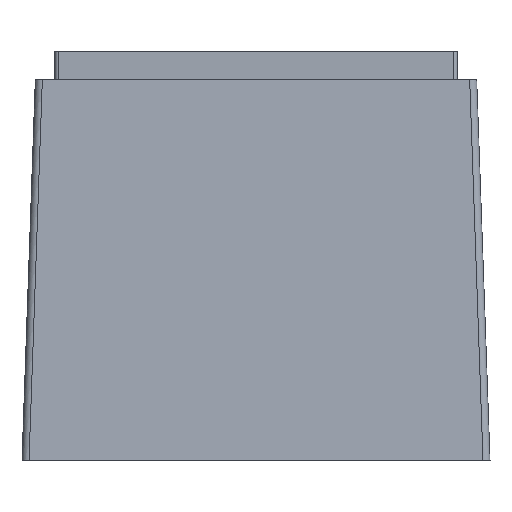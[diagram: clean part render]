
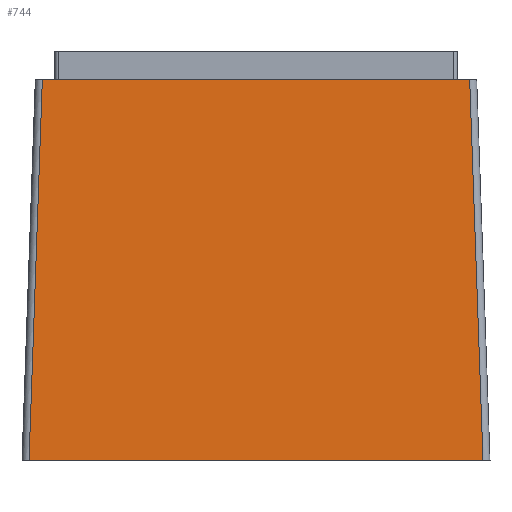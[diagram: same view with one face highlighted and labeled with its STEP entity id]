
A CAD part, front view. The second image highlights one B-rep face of the part: STEP entity #744.
In plain terms, the highlighted planar face has unit normal (0, -0.999, 0.035).
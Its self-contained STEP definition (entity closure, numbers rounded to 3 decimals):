
#736=AXIS2_PLACEMENT_3D('Plane Axis2P3D',#733,#734,#735) ;
#419=CARTESIAN_POINT('Vertex',(0.869,0.569,16.3)) ;
#422=CARTESIAN_POINT('Line Origine',(10.,0.569,16.3)) ;
#426=CARTESIAN_POINT('Vertex',(19.131,0.569,16.3)) ;
#538=CARTESIAN_POINT('Vertex',(0.3,0.,0.)) ;
#541=CARTESIAN_POINT('Line Origine',(-0.496,-0.796,-22.803)) ;
#558=CARTESIAN_POINT('Line Origine',(20.496,-0.796,-22.803)) ;
#562=CARTESIAN_POINT('Vertex',(19.7,0.,0.)) ;
#694=CARTESIAN_POINT('Line Origine',(10.,0.,0.)) ;
#733=CARTESIAN_POINT('Axis2P3D Location',(0.,0.,0.)) ;
#423=DIRECTION('Vector Direction',(-1.,0.,0.)) ;
#542=DIRECTION('Vector Direction',(0.035,0.035,0.999)) ;
#559=DIRECTION('Vector Direction',(-0.035,0.035,0.999)) ;
#695=DIRECTION('Vector Direction',(-1.,0.,0.)) ;
#734=DIRECTION('Axis2P3D Direction',(0.,-0.999,0.035)) ;
#735=DIRECTION('Axis2P3D XDirection',(1.,0.,0.)) ;
#424=VECTOR('Line Direction',#423,1.) ;
#543=VECTOR('Line Direction',#542,1.) ;
#560=VECTOR('Line Direction',#559,1.) ;
#696=VECTOR('Line Direction',#695,1.) ;
#739=ORIENTED_EDGE('',*,*,#698,.F.) ;
#740=ORIENTED_EDGE('',*,*,#564,.T.) ;
#741=ORIENTED_EDGE('',*,*,#428,.T.) ;
#742=ORIENTED_EDGE('',*,*,#545,.F.) ;
#744=ADVANCED_FACE('K\X2\00F6\X0\rper',(#743),#737,.T.) ;
#428=EDGE_CURVE('',#427,#420,#425,.T.) ;
#545=EDGE_CURVE('',#539,#420,#544,.T.) ;
#564=EDGE_CURVE('',#563,#427,#561,.T.) ;
#698=EDGE_CURVE('',#563,#539,#697,.T.) ;
#738=EDGE_LOOP('',(#739,#740,#741,#742)) ;
#743=FACE_OUTER_BOUND('',#738,.T.) ;
#425=LINE('Line',#422,#424) ;
#544=LINE('Line',#541,#543) ;
#561=LINE('Line',#558,#560) ;
#697=LINE('Line',#694,#696) ;
#737=PLANE('',#736) ;
#420=VERTEX_POINT('',#419) ;
#427=VERTEX_POINT('',#426) ;
#539=VERTEX_POINT('',#538) ;
#563=VERTEX_POINT('',#562) ;
